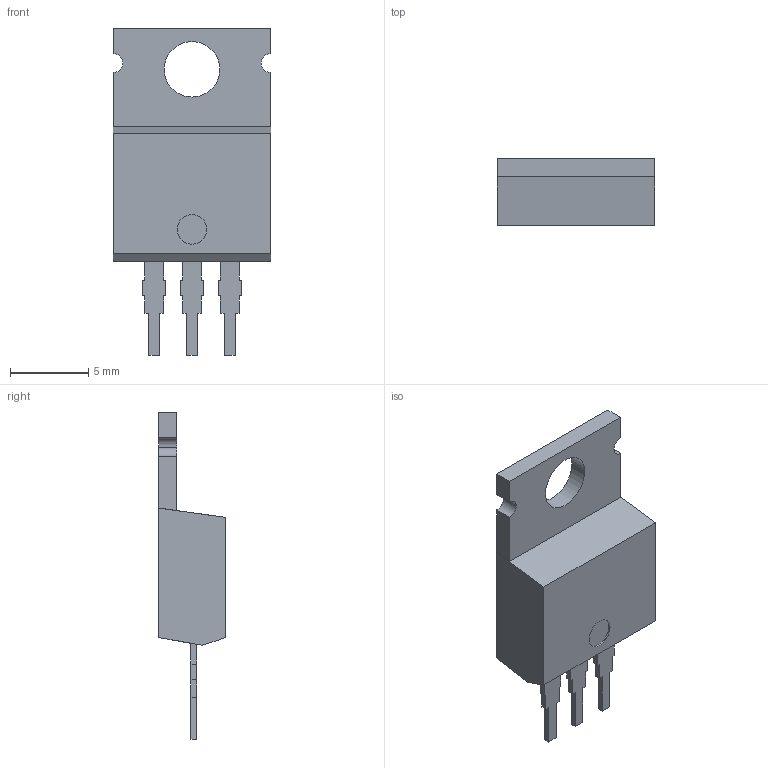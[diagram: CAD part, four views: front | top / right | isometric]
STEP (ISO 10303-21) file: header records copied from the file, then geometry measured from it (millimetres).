
FILE_DESCRIPTION (( 'STEP AP214' ), '1' );
FILE_NAME ('TO-220-3_L10.2-W4.5-P2.54-L.step', '2022-08-01T12:45:39', ( '' ), ( '' ), 'SwSTEP 2.0', 'SolidWorks 2020', '' );
FILE_SCHEMA (( 'AUTOMOTIVE_DESIGN' ));
Length unit declared in the file: millimetre
Products named in the file (1): TO-220-3_L10.2-W4.5-P2.54-L
Bounding box: 10.04 x 4.26 x 20.85 mm (x, y, z)
Volume: 415.9 mm3; surface area: 499.5 mm2
Topology: 1 solids, 1 shells, 308 faces, 846 edges, 564 vertices
Faces by surface type: plane 200, bspline 98, cylinder 10
Entity records: 13628 total; most frequent: CARTESIAN_POINT 3025, ORIENTED_EDGE 1692, DIRECTION 1088, EDGE_CURVE 846, VECTOR 626, LINE 626, VERTEX_POINT 564, EDGE_LOOP 334
